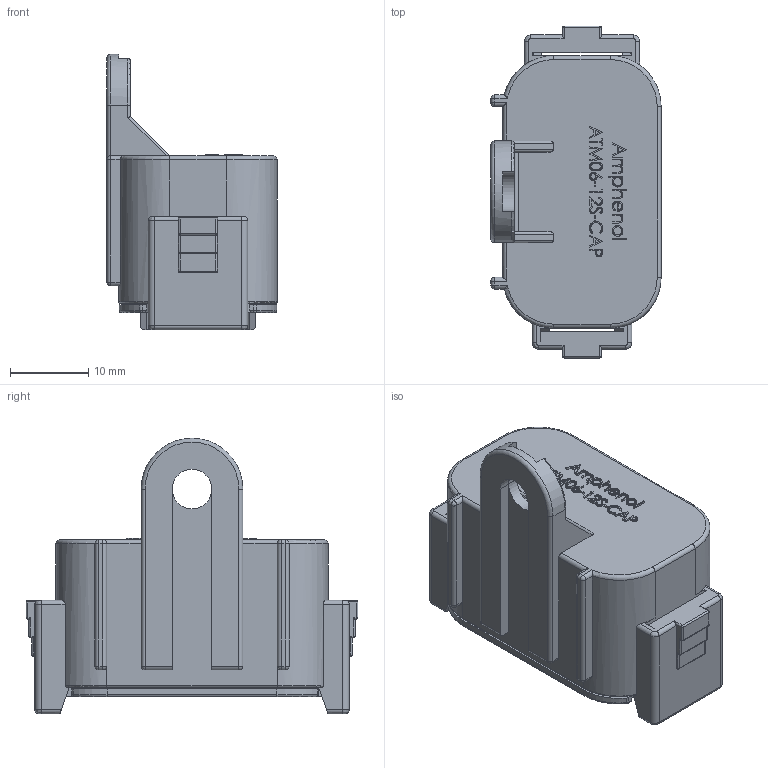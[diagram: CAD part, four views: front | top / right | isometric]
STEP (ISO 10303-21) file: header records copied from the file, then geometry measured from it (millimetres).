
FILE_DESCRIPTION((''),'2;1');
FILE_NAME('ATM06-12SA-CAP_SW0001','2020-10-16T',('OrionLi'),(''),'PRO/ENGINEER BY PARAMETRIC TECHNOLOGY CORPORATION, 2016360','PRO/ENGINEER BY PARAMETRIC TECHNOLOGY CORPORATION, 2016360','');
FILE_SCHEMA(('CONFIG_CONTROL_DESIGN'));
Length unit declared in the file: inch
Products named in the file (1): ATM06-12SA-CAP_SW0001
Bounding box: 21.79 x 42.48 x 35.25 mm (x, y, z)
Volume: 7583.7 mm3; surface area: 7097.7 mm2
Topology: 1 solids, 1 shells, 737 faces, 1970 edges, 1227 vertices
Faces by surface type: plane 368, cylinder 168, extrusion 104, torus 33, sphere 26, cone 24, bspline 14
Entity records: 27265 total; most frequent: CARTESIAN_POINT 9437, ORIENTED_EDGE 3888, DIRECTION 3320, EDGE_CURVE 1944, VECTOR 1374, LINE 1270, VERTEX_POINT 1227, AXIS2_PLACEMENT_3D 973
